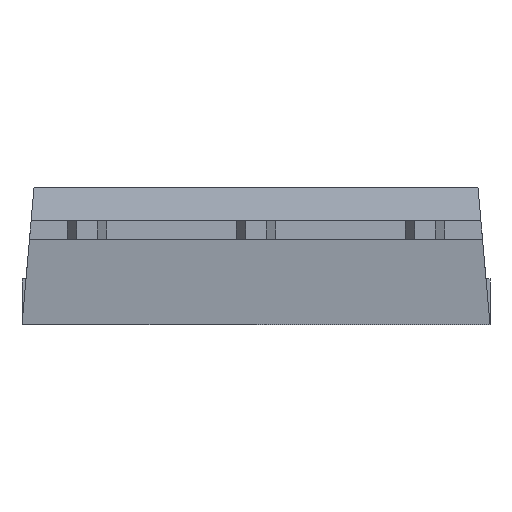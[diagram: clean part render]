
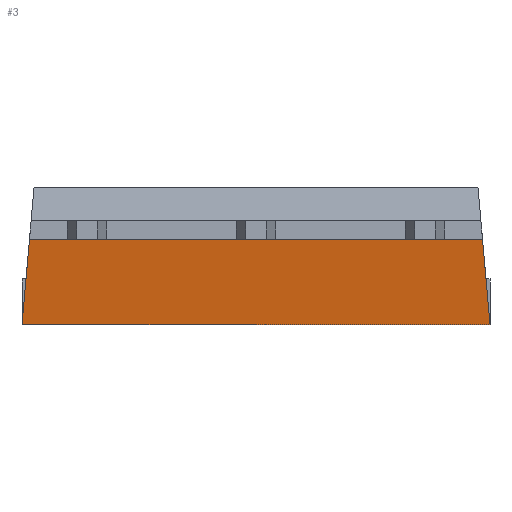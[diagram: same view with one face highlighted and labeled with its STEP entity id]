
A CAD part, front view. The second image highlights one B-rep face of the part: STEP entity #3.
In plain terms, the highlighted planar face has unit normal (0, -0.993, -0.122).
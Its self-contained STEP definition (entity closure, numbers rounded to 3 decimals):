
#3 = ADVANCED_FACE ( 'NONE', ( #276 ), #670, .F. ) ;
#44 = DIRECTION ( 'NONE',  ( -0.087, -0.121, 0.989 ) ) ;
#89 = CARTESIAN_POINT ( 'NONE',  ( -7.405, 0., -0.3 ) ) ;
#124 = VECTOR ( 'NONE', #1639, 1000. ) ;
#132 = DIRECTION ( 'NONE',  ( 0., -0.122, 0.993 ) ) ;
#216 = LINE ( 'NONE', #500, #931 ) ;
#228 = VECTOR ( 'NONE', #44, 1000. ) ;
#276 = FACE_OUTER_BOUND ( 'NONE', #794, .T. ) ;
#329 = CARTESIAN_POINT ( 'NONE',  ( -7.65, 0.344, -3.1 ) ) ;
#337 = VERTEX_POINT ( 'NONE', #586 ) ;
#343 = VERTEX_POINT ( 'NONE', #329 ) ;
#386 = EDGE_CURVE ( 'NONE', #337, #728, #1102, .T. ) ;
#402 = LINE ( 'NONE', #1360, #228 ) ;
#409 = ORIENTED_EDGE ( 'NONE', *, *, #1242, .T. ) ;
#491 = DIRECTION ( 'NONE',  ( -1., 0., 0. ) ) ;
#500 = CARTESIAN_POINT ( 'NONE',  ( 7.65, 0.344, -3.1 ) ) ;
#535 = LINE ( 'NONE', #1605, #1680 ) ;
#536 = ORIENTED_EDGE ( 'NONE', *, *, #1285, .T. ) ;
#563 = CARTESIAN_POINT ( 'NONE',  ( 7.65, 0.344, -3.1 ) ) ;
#586 = CARTESIAN_POINT ( 'NONE',  ( 7.405, 0., -0.3 ) ) ;
#670 = PLANE ( 'NONE',  #1183 ) ;
#728 = VERTEX_POINT ( 'NONE', #89 ) ;
#734 = CARTESIAN_POINT ( 'NONE',  ( 7.65, 0., -0.3 ) ) ;
#794 = EDGE_LOOP ( 'NONE', ( #1156, #536, #807, #409 ) ) ;
#807 = ORIENTED_EDGE ( 'NONE', *, *, #1498, .F. ) ;
#931 = VECTOR ( 'NONE', #491, 1000. ) ;
#1003 = VERTEX_POINT ( 'NONE', #563 ) ;
#1102 = LINE ( 'NONE', #734, #124 ) ;
#1156 = ORIENTED_EDGE ( 'NONE', *, *, #386, .T. ) ;
#1183 = AXIS2_PLACEMENT_3D ( 'NONE', #1453, #1618, #132 ) ;
#1242 = EDGE_CURVE ( 'NONE', #1003, #337, #402, .T. ) ;
#1285 = EDGE_CURVE ( 'NONE', #728, #343, #535, .T. ) ;
#1351 = DIRECTION ( 'NONE',  ( -0.087, 0.121, -0.989 ) ) ;
#1360 = CARTESIAN_POINT ( 'NONE',  ( 7.646, 0.339, -3.059 ) ) ;
#1453 = CARTESIAN_POINT ( 'NONE',  ( 7.65, 0., -0.3 ) ) ;
#1498 = EDGE_CURVE ( 'NONE', #1003, #343, #216, .T. ) ;
#1605 = CARTESIAN_POINT ( 'NONE',  ( -7.387, -0.026, -0.091 ) ) ;
#1618 = DIRECTION ( 'NONE',  ( 0., 0.993, 0.122 ) ) ;
#1639 = DIRECTION ( 'NONE',  ( -1., 0., 0. ) ) ;
#1680 = VECTOR ( 'NONE', #1351, 1000. ) ;
